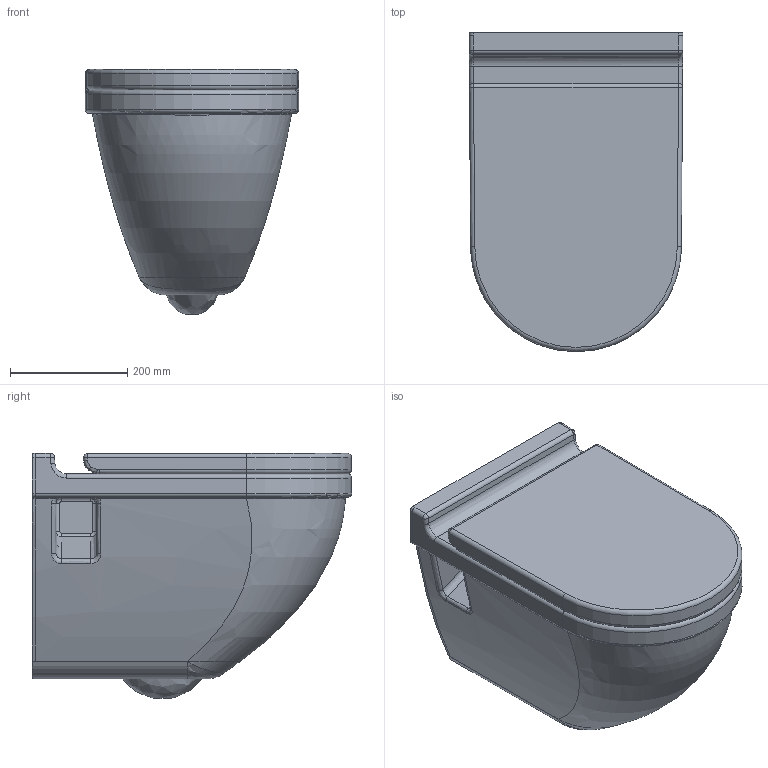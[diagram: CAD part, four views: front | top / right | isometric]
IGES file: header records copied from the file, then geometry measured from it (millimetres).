
Global section: file name: No Iges File Name specified; native system: AutoDesk Inventor R11.0; preprocessor: AutoDesk Inventor Iges Exporter R11.0; author: No Author specified; organization: No Organization specified; date: 20071020.215618; units: millimetre
Bounding box: 365 x 545 x 418.53 mm (x, y, z)
Volume: 38977278.3 mm3; surface area: 1429302.7 mm2
Topology: 3 solids, 3 shells, 232 faces, 532 edges, 308 vertices
Faces by surface type: bspline 70, plane 53, revolution 45, cylinder 38, torus 22, sphere 4
